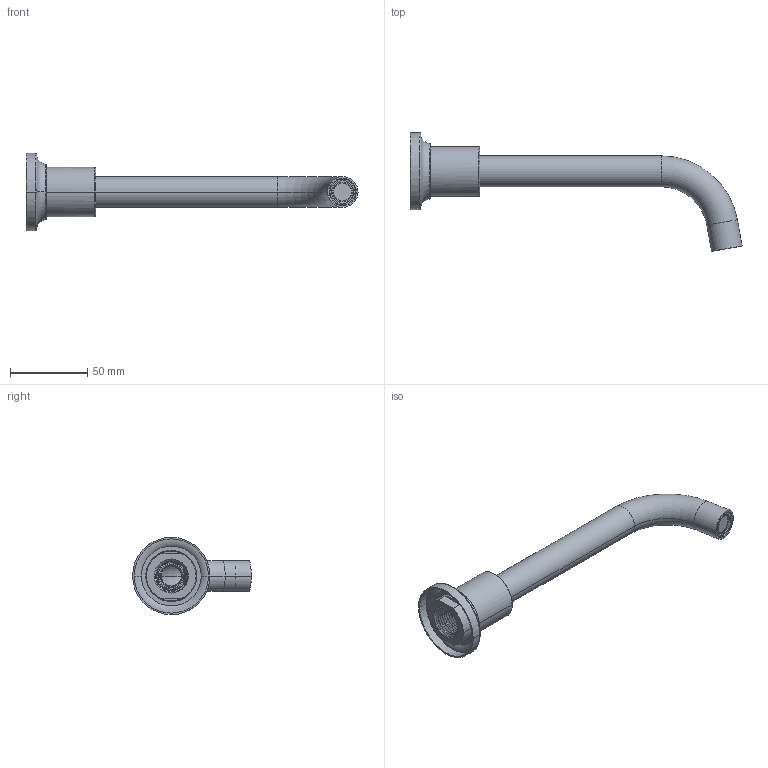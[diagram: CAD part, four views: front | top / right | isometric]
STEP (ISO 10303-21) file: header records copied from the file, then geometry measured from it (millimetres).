
FILE_DESCRIPTION((''),'2;1');
FILE_NAME('1F8003_ASM_ASM','2023-06-28T',('Administrator'),(''),'PRO/ENGINEER BY PARAMETRIC TECHNOLOGY CORPORATION, 2010280','PRO/ENGINEER BY PARAMETRIC TECHNOLOGY CORPORATION, 2010280','');
FILE_SCHEMA(('CONFIG_CONTROL_DESIGN'));
Length unit declared in the file: millimetre
Products named in the file (8): 2F8003-32CP_AF0_9; 2F8003-33CP_AF0_7; 2F8003-31CP_AF0_9; 3WZ1005_AF0_2; 34X1-5_AF0_2; 34X1-5_AF1_2; 1F8003_ASM_7_ASM; 1F8003_ASM_ASM
Assembly tree (7 placements, depth 3):
  1F8003_ASM_ASM
    1F8003_ASM_7_ASM
      2F8003-32CP_AF0_9
      2F8003-33CP_AF0_7
      2F8003-31CP_AF0_9
      3WZ1005_AF0_2
      34X1-5_AF0_2
      34X1-5_AF1_2
Bounding box: 214.65 x 76.74 x 50 mm (x, y, z)
Volume: 34530.2 mm3; surface area: 42089.2 mm2
Topology: 6 solids, 6 shells, 216 faces, 584 edges, 391 vertices
Faces by surface type: cylinder 91, plane 60, torus 34, bspline 20, cone 11
Entity records: 12568 total; most frequent: CARTESIAN_POINT 6997, ORIENTED_EDGE 1168, DIRECTION 1125, EDGE_CURVE 584, AXIS2_PLACEMENT_3D 472, VERTEX_POINT 391, CIRCLE 255, EDGE_LOOP 237
